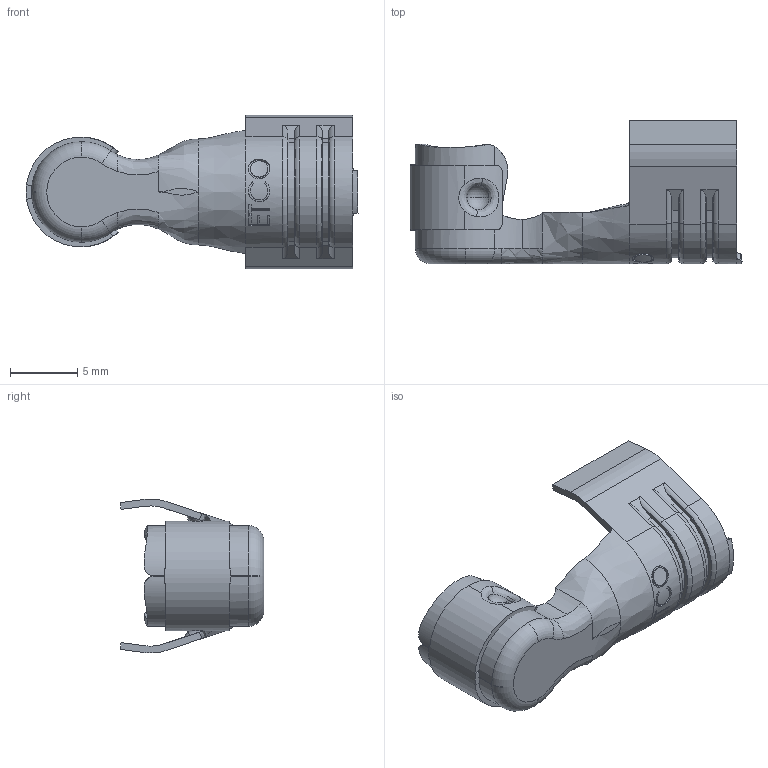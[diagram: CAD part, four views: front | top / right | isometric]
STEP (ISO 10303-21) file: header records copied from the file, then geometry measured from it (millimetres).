
FILE_DESCRIPTION (( 'STEP AP203' ), '1' );
FILE_NAME ('SP31-SC.STEP', '2019-11-05T16:42:04', ( 'tempuser' ), ( 'Microsoft' ), 'SwSTEP 2.0', 'SolidWorks 2019', '' );
FILE_SCHEMA (( 'CONFIG_CONTROL_DESIGN' ));
Length unit declared in the file: inch
Products named in the file (3): SCA570_SCA570; SP31-SC; SP31_without carrier
Assembly tree (2 placements, depth 2):
  SP31-SC
    SP31_without carrier
    SCA570_SCA570
Bounding box: 24.66 x 10.67 x 11.43 mm (x, y, z)
Volume: 287 mm3; surface area: 1245.7 mm2
Topology: 2 solids, 2 shells, 254 faces, 735 edges, 480 vertices
Faces by surface type: bspline 93, plane 76, cylinder 57, torus 14, sphere 8, cone 6
Entity records: 14238 total; most frequent: CARTESIAN_POINT 8011, ORIENTED_EDGE 1454, DIRECTION 944, EDGE_CURVE 727, VERTEX_POINT 480, AXIS2_PLACEMENT_3D 348, B_SPLINE_CURVE_WITH_KNOTS 285, EDGE_LOOP 261
